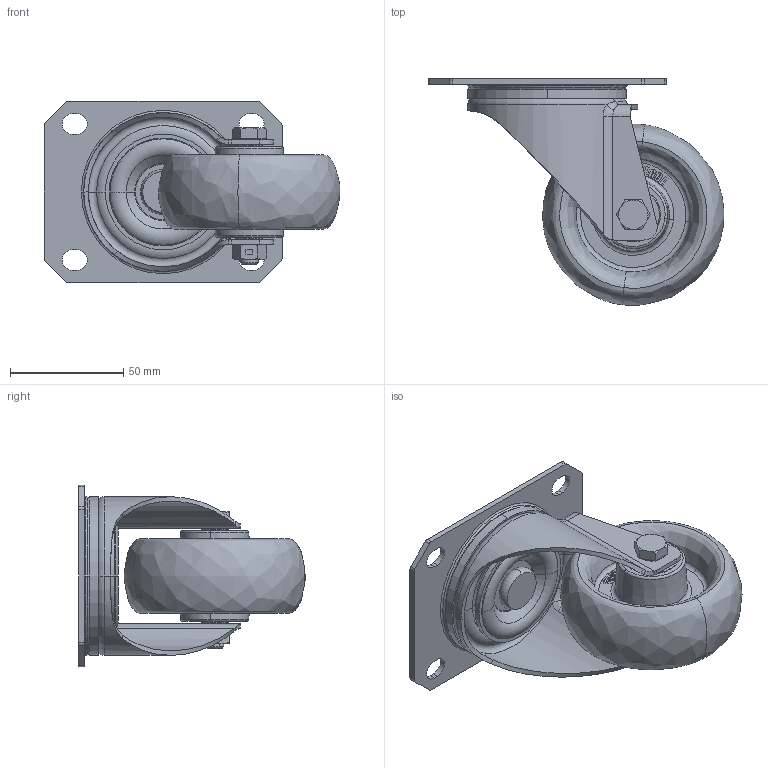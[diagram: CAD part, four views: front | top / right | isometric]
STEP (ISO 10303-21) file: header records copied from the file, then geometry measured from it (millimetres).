
FILE_DESCRIPTION (( 'STEP AP214' ), '1' );
FILE_NAME ('0056073.step', '2023-06-23T09:42:53', ( '' ), ( '' ), 'SwSTEP 2.0', 'SolidWorks 2020', '' );
FILE_SCHEMA (( 'AUTOMOTIVE_DESIGN' ));
Length unit declared in the file: millimetre
Products named in the file (1): 0056073
Bounding box: 130.47 x 99.99 x 80 mm (x, y, z)
Volume: 167616.4 mm3; surface area: 81524.9 mm2
Topology: 9 solids, 9 shells, 480 faces, 1142 edges, 710 vertices
Faces by surface type: plane 194, torus 90, cylinder 81, bspline 63, cone 52
Entity records: 22799 total; most frequent: CARTESIAN_POINT 6529, ORIENTED_EDGE 2284, DIRECTION 2198, EDGE_CURVE 1142, AXIS2_PLACEMENT_3D 836, VERTEX_POINT 710, EDGE_LOOP 536, LINE 526
